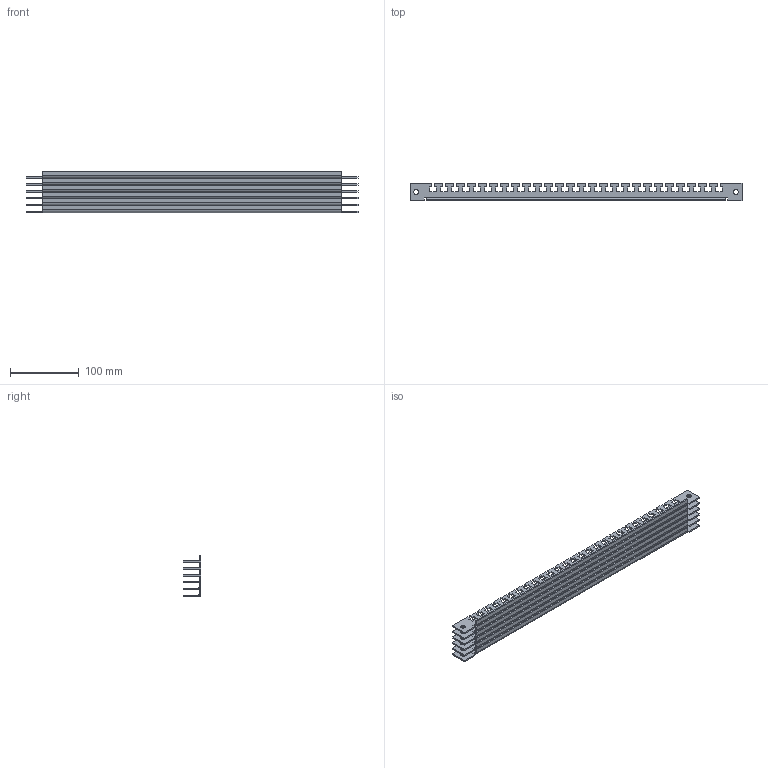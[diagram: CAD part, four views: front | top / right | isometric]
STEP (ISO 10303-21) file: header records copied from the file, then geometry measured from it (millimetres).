
FILE_DESCRIPTION (( 'STEP AP203' ), '1' );
FILE_NAME ('U0251482510 Ðåéêà êàáåëüíàÿ 19 äþéìîâ (6øò.óï) (000.801.534) .STEP', '2022-04-25T13:34:57', ( '' ), ( '' ), 'SwSTEP 2.0', 'SolidWorks 2017', '' );
FILE_SCHEMA (( 'CONFIG_CONTROL_DESIGN' ));
Length unit declared in the file: millimetre
Products named in the file (2): U0251482510 Ðåéêà êàáåëüíàÿ 19 äþéìîâ (6øò.óï) (000.801.534) ; 025-286 Ðåéêà êàáåëüíàÿ 19 äþéìîâ
Assembly tree (6 placements, depth 2):
  U0251482510 Ðåéêà êàáåëüíàÿ 19 äþéìîâ (6øò.óï) (000.801.534) 
    025-286 Ðåéêà êàáåëüíàÿ 19 äþéìîâ  x6
Bounding box: 483 x 25 x 60 mm (x, y, z)
Volume: 149567 mm3; surface area: 174303.9 mm2
Topology: 6 solids, 6 shells, 1440 faces, 4236 edges, 2808 vertices
Faces by surface type: plane 1404, cylinder 36
Entity records: 8182 total; most frequent: CARTESIAN_POINT 1423, ORIENTED_EDGE 1412, DIRECTION 1216, EDGE_CURVE 706, LINE 694, VECTOR 694, VERTEX_POINT 468, AXIS2_PLACEMENT_3D 261
